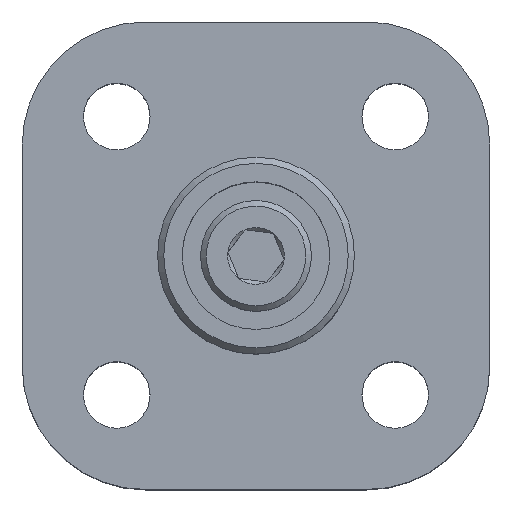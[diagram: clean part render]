
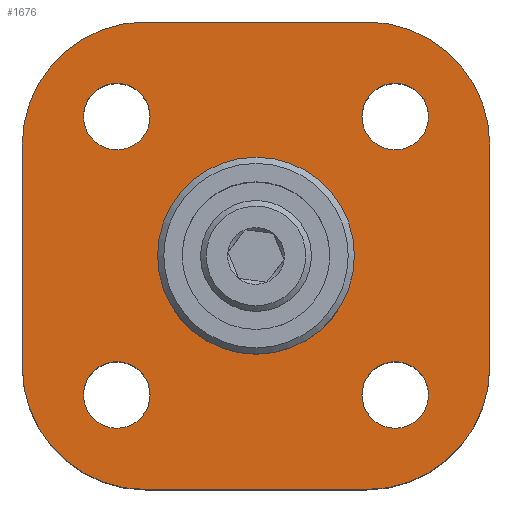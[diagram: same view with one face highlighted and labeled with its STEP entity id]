
A CAD part, top view. The second image highlights one B-rep face of the part: STEP entity #1676.
In plain terms, the highlighted planar face has unit normal (0, 0, 1).
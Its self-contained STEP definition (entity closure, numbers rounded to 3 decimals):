
#7 = CARTESIAN_POINT ( 'NONE',  ( 4., 0., 11. ) ) ;
#50 = VERTEX_POINT ( 'NONE', #2622 ) ;
#112 = FACE_OUTER_BOUND ( 'NONE', #4059, .T. ) ;
#182 = VERTEX_POINT ( 'NONE', #4021 ) ;
#193 = AXIS2_PLACEMENT_3D ( 'NONE', #5455, #7996, #2278 ) ;
#319 = AXIS2_PLACEMENT_3D ( 'NONE', #3637, #6181, #437 ) ;
#423 = DIRECTION ( 'NONE',  ( 1., 0., 0. ) ) ;
#437 = DIRECTION ( 'NONE',  ( 1., 0., 0. ) ) ;
#480 = DIRECTION ( 'NONE',  ( 0., 0., 1. ) ) ;
#504 = LINE ( 'NONE', #3070, #6220 ) ;
#640 = VERTEX_POINT ( 'NONE', #3204 ) ;
#670 = DIRECTION ( 'NONE',  ( 0., 0., 1. ) ) ;
#710 = CARTESIAN_POINT ( 'NONE',  ( 5.657, -5.657, 11. ) ) ;
#732 = CARTESIAN_POINT ( 'NONE',  ( 4.5, 9.5, 11. ) ) ;
#754 = FACE_BOUND ( 'NONE', #3708, .T. ) ;
#995 = VERTEX_POINT ( 'NONE', #1990 ) ;
#1035 = VERTEX_POINT ( 'NONE', #732 ) ;
#1071 = ORIENTED_EDGE ( 'NONE', *, *, #3430, .F. ) ;
#1206 = DIRECTION ( 'NONE',  ( 1., 0., 0. ) ) ;
#1226 = EDGE_CURVE ( 'NONE', #995, #3992, #2160, .T. ) ;
#1380 = DIRECTION ( 'NONE',  ( -1., 0., 0. ) ) ;
#1512 = ORIENTED_EDGE ( 'NONE', *, *, #4989, .T. ) ;
#1628 = VECTOR ( 'NONE', #7249, 1000. ) ;
#1634 = DIRECTION ( 'NONE',  ( 0., 1., 0. ) ) ;
#1669 = EDGE_CURVE ( 'NONE', #1035, #7527, #4570, .T. ) ;
#1676 = ADVANCED_FACE ( 'NONE', ( #3947, #6486, #754, #3313, #5854, #112 ), #2679, .T. ) ;
#1692 = CARTESIAN_POINT ( 'NONE',  ( 4.5, -4.5, 11. ) ) ;
#1815 = AXIS2_PLACEMENT_3D ( 'NONE', #7916, #2199, #4760 ) ;
#1880 = VERTEX_POINT ( 'NONE', #3525 ) ;
#1985 = VERTEX_POINT ( 'NONE', #4549 ) ;
#1990 = CARTESIAN_POINT ( 'NONE',  ( -4.5, -9.5, 11. ) ) ;
#2049 = DIRECTION ( 'NONE',  ( 1., 0., 0. ) ) ;
#2080 = CIRCLE ( 'NONE', #5537, 1.353 ) ;
#2098 = ORIENTED_EDGE ( 'NONE', *, *, #8021, .T. ) ;
#2160 = LINE ( 'NONE', #4723, #1628 ) ;
#2199 = DIRECTION ( 'NONE',  ( 0., 0., 1. ) ) ;
#2278 = DIRECTION ( 'NONE',  ( 1., 0., 0. ) ) ;
#2284 = ORIENTED_EDGE ( 'NONE', *, *, #1226, .T. ) ;
#2329 = CIRCLE ( 'NONE', #6982, 1.353 ) ;
#2448 = CARTESIAN_POINT ( 'NONE',  ( 4.5, -9.5, 11. ) ) ;
#2457 = CARTESIAN_POINT ( 'NONE',  ( 0., 0., 11. ) ) ;
#2622 = CARTESIAN_POINT ( 'NONE',  ( -4.304, -5.657, 11. ) ) ;
#2679 = PLANE ( 'NONE',  #3087 ) ;
#2741 = CIRCLE ( 'NONE', #193, 5. ) ;
#3019 = CIRCLE ( 'NONE', #7678, 1.353 ) ;
#3047 = DIRECTION ( 'NONE',  ( 1., 0., 0. ) ) ;
#3070 = CARTESIAN_POINT ( 'NONE',  ( -9.5, 9.5, 11. ) ) ;
#3087 = AXIS2_PLACEMENT_3D ( 'NONE', #5224, #7770, #2049 ) ;
#3150 = ORIENTED_EDGE ( 'NONE', *, *, #5249, .F. ) ;
#3204 = CARTESIAN_POINT ( 'NONE',  ( -4.304, 5.657, 11. ) ) ;
#3237 = DIRECTION ( 'NONE',  ( 1., 0., 0. ) ) ;
#3277 = DIRECTION ( 'NONE',  ( 0., 0., 1. ) ) ;
#3283 = EDGE_LOOP ( 'NONE', ( #7906 ) ) ;
#3298 = ORIENTED_EDGE ( 'NONE', *, *, #7821, .T. ) ;
#3313 = FACE_BOUND ( 'NONE', #5736, .T. ) ;
#3368 = EDGE_CURVE ( 'NONE', #6079, #1035, #4999, .T. ) ;
#3424 = AXIS2_PLACEMENT_3D ( 'NONE', #1692, #6166, #423 ) ;
#3430 = EDGE_CURVE ( 'NONE', #640, #640, #5159, .T. ) ;
#3525 = CARTESIAN_POINT ( 'NONE',  ( -9.5, 4.5, 11. ) ) ;
#3637 = CARTESIAN_POINT ( 'NONE',  ( 4.5, 4.5, 11. ) ) ;
#3653 = ORIENTED_EDGE ( 'NONE', *, *, #3368, .T. ) ;
#3679 = EDGE_CURVE ( 'NONE', #5748, #5748, #4738, .T. ) ;
#3708 = EDGE_LOOP ( 'NONE', ( #6707 ) ) ;
#3844 = VERTEX_POINT ( 'NONE', #6130 ) ;
#3947 = FACE_BOUND ( 'NONE', #3283, .T. ) ;
#3992 = VERTEX_POINT ( 'NONE', #2448 ) ;
#4021 = CARTESIAN_POINT ( 'NONE',  ( -9.5, -4.5, 11. ) ) ;
#4059 = EDGE_LOOP ( 'NONE', ( #1512, #3653, #4642, #7615, #2098, #3298, #2284, #6327 ) ) ;
#4106 = AXIS2_PLACEMENT_3D ( 'NONE', #6222, #480, #3047 ) ;
#4139 = EDGE_CURVE ( 'NONE', #4510, #4510, #2329, .T. ) ;
#4404 = CARTESIAN_POINT ( 'NONE',  ( -5.657, -5.657, 11. ) ) ;
#4510 = VERTEX_POINT ( 'NONE', #7039 ) ;
#4549 = CARTESIAN_POINT ( 'NONE',  ( 7.009, -5.657, 11. ) ) ;
#4570 = LINE ( 'NONE', #7098, #8024 ) ;
#4642 = ORIENTED_EDGE ( 'NONE', *, *, #1669, .T. ) ;
#4723 = CARTESIAN_POINT ( 'NONE',  ( -9.5, -9.5, 11. ) ) ;
#4738 = CIRCLE ( 'NONE', #5792, 4. ) ;
#4747 = CARTESIAN_POINT ( 'NONE',  ( 9.5, 4.5, 11. ) ) ;
#4760 = DIRECTION ( 'NONE',  ( 1., 0., 0. ) ) ;
#4826 = LINE ( 'NONE', #7351, #6740 ) ;
#4832 = CARTESIAN_POINT ( 'NONE',  ( -4.5, 9.5, 11. ) ) ;
#4989 = EDGE_CURVE ( 'NONE', #3844, #6079, #4826, .T. ) ;
#4999 = CIRCLE ( 'NONE', #319, 5. ) ;
#5006 = DIRECTION ( 'NONE',  ( 0., 0., 1. ) ) ;
#5159 = CIRCLE ( 'NONE', #4106, 1.353 ) ;
#5224 = CARTESIAN_POINT ( 'NONE',  ( 0., 0., 11. ) ) ;
#5249 = EDGE_CURVE ( 'NONE', #50, #50, #2080, .T. ) ;
#5379 = EDGE_CURVE ( 'NONE', #7527, #1880, #6075, .T. ) ;
#5455 = CARTESIAN_POINT ( 'NONE',  ( -4.5, -4.5, 11. ) ) ;
#5537 = AXIS2_PLACEMENT_3D ( 'NONE', #4404, #6929, #1206 ) ;
#5610 = DIRECTION ( 'NONE',  ( 0., -1., 0. ) ) ;
#5736 = EDGE_LOOP ( 'NONE', ( #3150 ) ) ;
#5748 = VERTEX_POINT ( 'NONE', #7 ) ;
#5792 = AXIS2_PLACEMENT_3D ( 'NONE', #2457, #5006, #7540 ) ;
#5813 = EDGE_CURVE ( 'NONE', #1985, #1985, #3019, .T. ) ;
#5822 = DIRECTION ( 'NONE',  ( 1., 0., 0. ) ) ;
#5854 = FACE_BOUND ( 'NONE', #6721, .T. ) ;
#5952 = CIRCLE ( 'NONE', #3424, 5. ) ;
#6075 = CIRCLE ( 'NONE', #1815, 5. ) ;
#6079 = VERTEX_POINT ( 'NONE', #4747 ) ;
#6130 = CARTESIAN_POINT ( 'NONE',  ( 9.5, -4.5, 11. ) ) ;
#6166 = DIRECTION ( 'NONE',  ( 0., 0., 1. ) ) ;
#6181 = DIRECTION ( 'NONE',  ( 0., 0., 1. ) ) ;
#6220 = VECTOR ( 'NONE', #5610, 1000. ) ;
#6222 = CARTESIAN_POINT ( 'NONE',  ( -5.657, 5.657, 11. ) ) ;
#6327 = ORIENTED_EDGE ( 'NONE', *, *, #7914, .T. ) ;
#6409 = CARTESIAN_POINT ( 'NONE',  ( 5.657, 5.657, 11. ) ) ;
#6486 = FACE_BOUND ( 'NONE', #7779, .T. ) ;
#6707 = ORIENTED_EDGE ( 'NONE', *, *, #5813, .F. ) ;
#6721 = EDGE_LOOP ( 'NONE', ( #1071 ) ) ;
#6740 = VECTOR ( 'NONE', #1634, 1000. ) ;
#6929 = DIRECTION ( 'NONE',  ( 0., 0., 1. ) ) ;
#6982 = AXIS2_PLACEMENT_3D ( 'NONE', #6409, #670, #3237 ) ;
#7039 = CARTESIAN_POINT ( 'NONE',  ( 7.009, 5.657, 11. ) ) ;
#7098 = CARTESIAN_POINT ( 'NONE',  ( -9.5, 9.5, 11. ) ) ;
#7249 = DIRECTION ( 'NONE',  ( 1., 0., 0. ) ) ;
#7351 = CARTESIAN_POINT ( 'NONE',  ( 9.5, 9.5, 11. ) ) ;
#7527 = VERTEX_POINT ( 'NONE', #4832 ) ;
#7540 = DIRECTION ( 'NONE',  ( 1., 0., 0. ) ) ;
#7615 = ORIENTED_EDGE ( 'NONE', *, *, #5379, .T. ) ;
#7678 = AXIS2_PLACEMENT_3D ( 'NONE', #710, #3277, #5822 ) ;
#7712 = ORIENTED_EDGE ( 'NONE', *, *, #4139, .F. ) ;
#7770 = DIRECTION ( 'NONE',  ( 0., 0., 1. ) ) ;
#7779 = EDGE_LOOP ( 'NONE', ( #7712 ) ) ;
#7821 = EDGE_CURVE ( 'NONE', #182, #995, #2741, .T. ) ;
#7906 = ORIENTED_EDGE ( 'NONE', *, *, #3679, .F. ) ;
#7914 = EDGE_CURVE ( 'NONE', #3992, #3844, #5952, .T. ) ;
#7916 = CARTESIAN_POINT ( 'NONE',  ( -4.5, 4.5, 11. ) ) ;
#7996 = DIRECTION ( 'NONE',  ( 0., 0., 1. ) ) ;
#8021 = EDGE_CURVE ( 'NONE', #1880, #182, #504, .T. ) ;
#8024 = VECTOR ( 'NONE', #1380, 1000. ) ;
